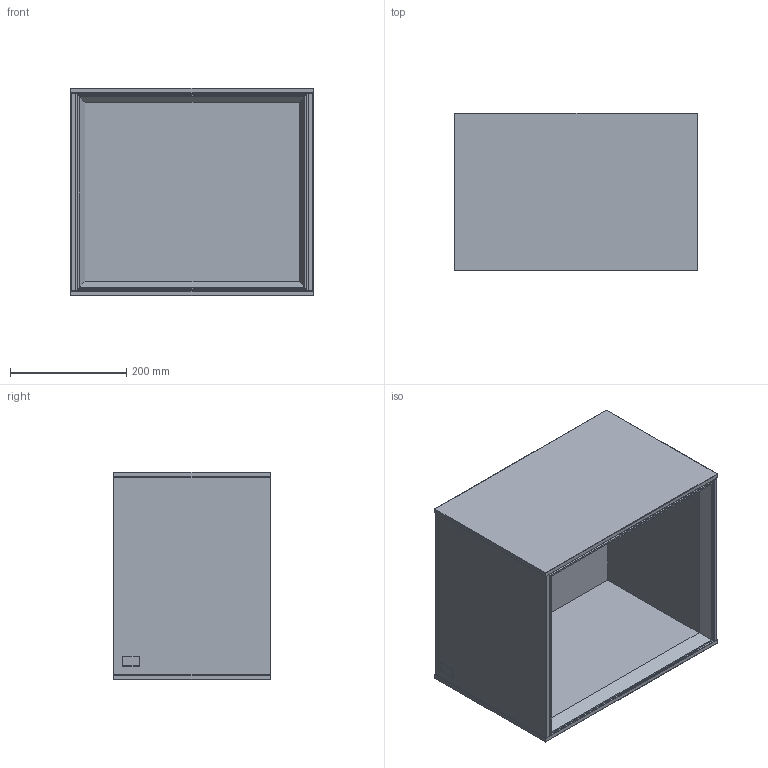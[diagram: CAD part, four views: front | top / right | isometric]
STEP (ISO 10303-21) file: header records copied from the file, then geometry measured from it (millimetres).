
FILE_DESCRIPTION((' '),'2;1');
FILE_NAME('FD10YYXX_3D.stp','2018-10-15T11:20:12',(' '),(' '),' ','ACIS',' ');
FILE_SCHEMA(('CONFIG_CONTROL_DESIGN'));
Length unit declared in the file: millimetre
Products named in the file (20): FD10YYXX_3D.stp; Körper1; Körper2; Körper3; Körper4; Körper5; Körper6; Körper7; Körper8; Körper9; Körper10; Körper11; Körper12; Körper13; Körper14; Körper15; Körper16; Körper17; Körper18; Komponente25
Assembly tree (19 placements, depth 2):
  FD10YYXX_3D.stp
    Körper1
    Körper2
    Körper3
    Körper4
    Körper5
    Körper6
    Körper7
    Körper8
    Körper9
    Körper10
    Körper11
    Körper12
    Körper13
    Körper14
    Körper15
    Körper16
    Körper17
    Körper18
    Komponente25
Bounding box: 418 x 270 x 356 mm (x, y, z)
Volume: 9965020.5 mm3; surface area: 2132957.8 mm2
Topology: 19 solids, 19 shells, 418 faces, 1049 edges, 664 vertices
Faces by surface type: plane 250, bspline 91, cylinder 49, cone 14, sphere 10, torus 4
Full cylindrical faces by diameter (mm): 10 x3
Entity records: 15436 total; most frequent: CARTESIAN_POINT 2868, ORIENTED_EDGE 2078, DIRECTION 1916, EDGE_CURVE 1039, VECTOR 846, LINE 846, VERTEX_POINT 659, AXIS2_PLACEMENT_3D 535
